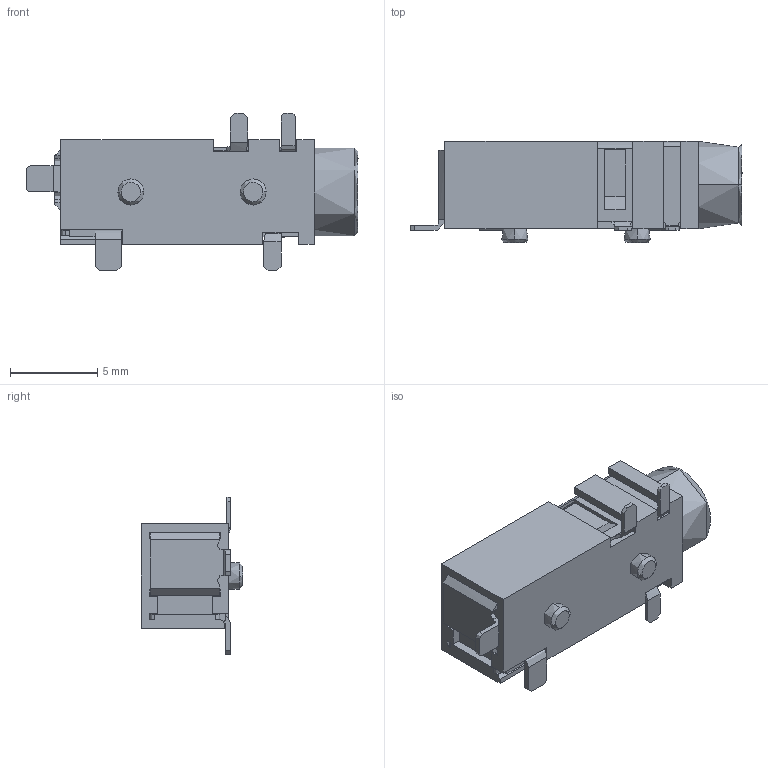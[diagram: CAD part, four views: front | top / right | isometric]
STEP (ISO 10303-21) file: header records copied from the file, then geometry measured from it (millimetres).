
FILE_DESCRIPTION (( 'STEP AP214' ), '1' );
FILE_NAME ('SJ2-3593D-SMT-TR.STEP', '2023-02-06T06:20:36', ( 'ADMIN' ), ( '' ), 'SwSTEP 2.0', 'SolidWorks 2016', '' );
FILE_SCHEMA (( 'AUTOMOTIVE_DESIGN' ));
Length unit declared in the file: inch
Products named in the file (1): SJ2-3593D-SMT-TR
Bounding box: 19 x 5.8 x 9 mm (x, y, z)
Topology: 0 solids, 6 shells, 398 faces, 1221 edges, 824 vertices
Faces by surface type: plane 285, cylinder 105, bspline 4, cone 4
Entity records: 16037 total; most frequent: CARTESIAN_POINT 4152, ORIENTED_EDGE 2440, DIRECTION 1660, EDGE_CURVE 1223, VERTEX_POINT 824, LINE 792, VECTOR 792, AXIS2_PLACEMENT_3D 434
